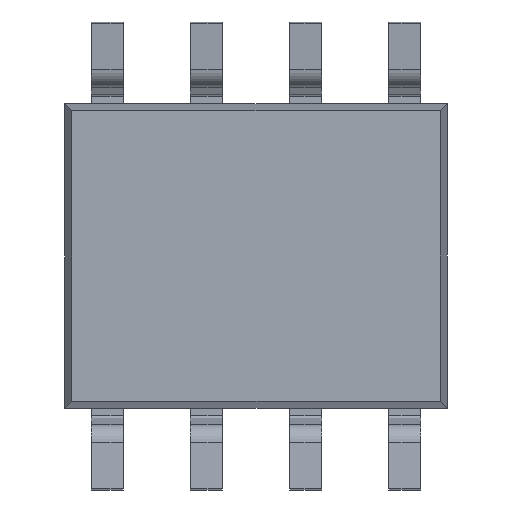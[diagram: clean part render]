
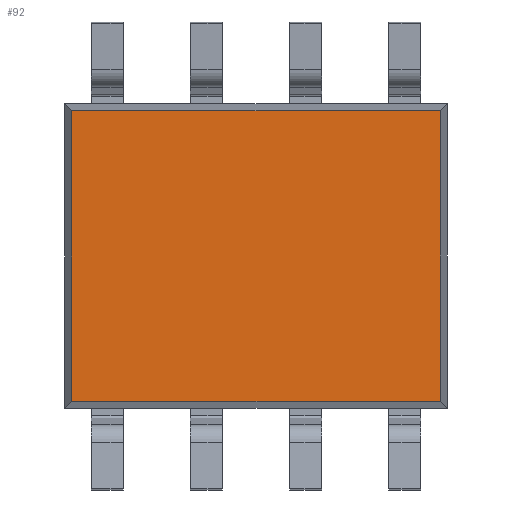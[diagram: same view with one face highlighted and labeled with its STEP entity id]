
A CAD part, front view. The second image highlights one B-rep face of the part: STEP entity #92.
In plain terms, the highlighted planar face has unit normal (0, -1, 0).
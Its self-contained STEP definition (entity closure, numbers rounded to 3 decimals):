
#51 = EDGE_CURVE ( 'NONE', #3513, #932, #756, .T. ) ;
#92 = ADVANCED_FACE ( 'NONE', ( #1497 ), #2618, .T. ) ;
#160 = VERTEX_POINT ( 'NONE', #2572 ) ;
#258 = DIRECTION ( 'NONE',  ( 1., 0., 0. ) ) ;
#285 = VECTOR ( 'NONE', #2385, 1000. ) ;
#312 = VERTEX_POINT ( 'NONE', #2672 ) ;
#436 = DIRECTION ( 'NONE',  ( 0., 0., -1. ) ) ;
#476 = DIRECTION ( 'NONE',  ( -1., 0., 0. ) ) ;
#498 = AXIS2_PLACEMENT_3D ( 'NONE', #708, #2283, #3879 ) ;
#708 = CARTESIAN_POINT ( 'NONE',  ( 0., 0.25, 0. ) ) ;
#756 = LINE ( 'NONE', #1424, #4028 ) ;
#769 = VECTOR ( 'NONE', #258, 1000. ) ;
#912 = EDGE_CURVE ( 'NONE', #312, #3513, #1176, .T. ) ;
#932 = VERTEX_POINT ( 'NONE', #1065 ) ;
#1026 = ORIENTED_EDGE ( 'NONE', *, *, #3393, .T. ) ;
#1065 = CARTESIAN_POINT ( 'NONE',  ( -2.359, 0.25, 1.859 ) ) ;
#1111 = LINE ( 'NONE', #1396, #1828 ) ;
#1176 = LINE ( 'NONE', #1682, #285 ) ;
#1396 = CARTESIAN_POINT ( 'NONE',  ( -2.359, 0.25, 1.95 ) ) ;
#1424 = CARTESIAN_POINT ( 'NONE',  ( 2.45, 0.25, 1.859 ) ) ;
#1453 = CARTESIAN_POINT ( 'NONE',  ( 2.359, 0.25, 1.859 ) ) ;
#1497 = FACE_OUTER_BOUND ( 'NONE', #3379, .T. ) ;
#1503 = CARTESIAN_POINT ( 'NONE',  ( -2.45, 0.25, -1.859 ) ) ;
#1682 = CARTESIAN_POINT ( 'NONE',  ( 2.359, 0.25, -1.95 ) ) ;
#1705 = ORIENTED_EDGE ( 'NONE', *, *, #912, .T. ) ;
#1828 = VECTOR ( 'NONE', #436, 1000. ) ;
#2283 = DIRECTION ( 'NONE',  ( 0., -1., 0. ) ) ;
#2385 = DIRECTION ( 'NONE',  ( 0., 0., 1. ) ) ;
#2569 = LINE ( 'NONE', #1503, #769 ) ;
#2572 = CARTESIAN_POINT ( 'NONE',  ( -2.359, 0.25, -1.859 ) ) ;
#2618 = PLANE ( 'NONE',  #498 ) ;
#2672 = CARTESIAN_POINT ( 'NONE',  ( 2.359, 0.25, -1.859 ) ) ;
#2863 = EDGE_CURVE ( 'NONE', #160, #312, #2569, .T. ) ;
#3379 = EDGE_LOOP ( 'NONE', ( #3875, #1705, #3866, #1026 ) ) ;
#3393 = EDGE_CURVE ( 'NONE', #932, #160, #1111, .T. ) ;
#3513 = VERTEX_POINT ( 'NONE', #1453 ) ;
#3866 = ORIENTED_EDGE ( 'NONE', *, *, #51, .T. ) ;
#3875 = ORIENTED_EDGE ( 'NONE', *, *, #2863, .T. ) ;
#3879 = DIRECTION ( 'NONE',  ( 0., 0., -1. ) ) ;
#4028 = VECTOR ( 'NONE', #476, 1000. ) ;
